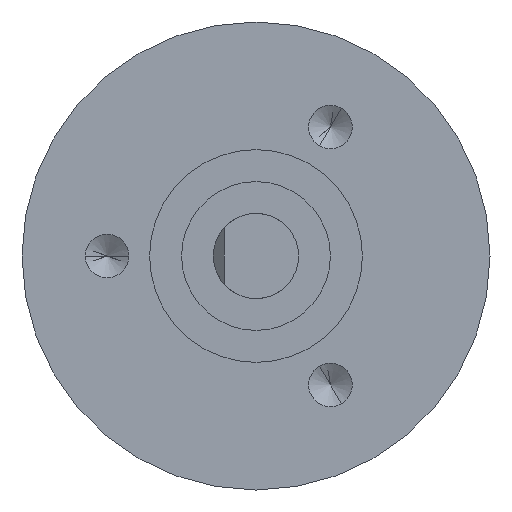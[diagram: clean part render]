
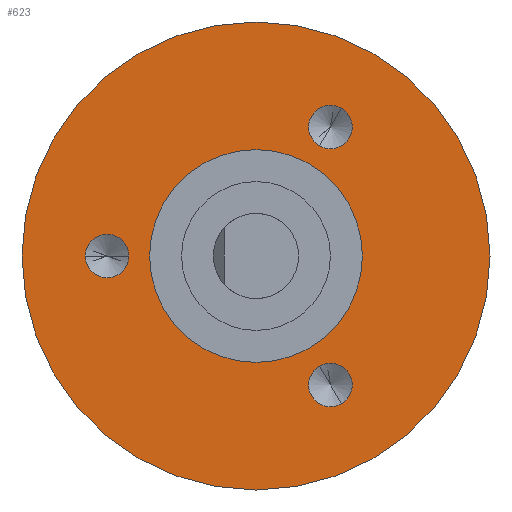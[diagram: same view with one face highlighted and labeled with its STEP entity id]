
A CAD part, left-side view. The second image highlights one B-rep face of the part: STEP entity #623.
In plain terms, the highlighted planar face has unit normal (-1, 0, 0).
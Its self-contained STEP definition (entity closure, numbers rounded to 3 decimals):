
#101=CARTESIAN_POINT('',(14.85,0.,0.));
#102=DIRECTION('',(1.,0.,0.));
#103=DIRECTION('',(0.,1.,0.));
#104=AXIS2_PLACEMENT_3D('',#101,#102,#103);
#109=CARTESIAN_POINT('',(14.85,0.,0.));
#110=DIRECTION('',(-1.,0.,0.));
#111=DIRECTION('',(0.,1.,0.));
#112=AXIS2_PLACEMENT_3D('',#109,#110,#111);
#117=CARTESIAN_POINT('',(14.85,7.,0.));
#118=DIRECTION('',(-1.,0.,0.));
#119=DIRECTION('',(0.,1.,0.));
#120=AXIS2_PLACEMENT_3D('',#117,#118,#119);
#125=CARTESIAN_POINT('',(14.85,7.,0.));
#126=DIRECTION('',(-1.,0.,0.));
#127=DIRECTION('',(0.,-1.,0.));
#128=AXIS2_PLACEMENT_3D('',#125,#126,#127);
#133=CARTESIAN_POINT('',(14.85,-3.5,-6.062));
#134=DIRECTION('',(-1.,0.,0.));
#135=DIRECTION('',(0.,-0.5,-0.866));
#136=AXIS2_PLACEMENT_3D('',#133,#134,#135);
#141=CARTESIAN_POINT('',(14.85,-3.5,-6.062));
#142=DIRECTION('',(-1.,0.,0.));
#143=DIRECTION('',(0.,0.5,0.866));
#144=AXIS2_PLACEMENT_3D('',#141,#142,#143);
#149=CARTESIAN_POINT('',(14.85,-3.5,6.062));
#150=DIRECTION('',(-1.,0.,0.));
#151=DIRECTION('',(0.,-0.5,0.866));
#152=AXIS2_PLACEMENT_3D('',#149,#150,#151);
#157=CARTESIAN_POINT('',(14.85,-3.5,6.062));
#158=DIRECTION('',(-1.,0.,0.));
#159=DIRECTION('',(0.,0.5,-0.866));
#160=AXIS2_PLACEMENT_3D('',#157,#158,#159);
#179=CARTESIAN_POINT('',(14.85,0.,0.));
#180=DIRECTION('',(-1.,0.,0.));
#181=DIRECTION('',(0.,1.,0.));
#182=AXIS2_PLACEMENT_3D('',#179,#180,#181);
#187=CARTESIAN_POINT('',(14.85,0.,0.));
#188=DIRECTION('',(1.,0.,0.));
#189=DIRECTION('',(0.,1.,0.));
#190=AXIS2_PLACEMENT_3D('',#187,#188,#189);
#481=CARTESIAN_POINT('',(14.85,5.,0.));
#483=VERTEX_POINT('',#481);
#489=CARTESIAN_POINT('',(14.85,-5.,0.));
#491=VERTEX_POINT('',#489);
#501=CARTESIAN_POINT('',(14.85,11.,0.));
#502=CARTESIAN_POINT('',(14.85,-11.,0.));
#503=VERTEX_POINT('',#501);
#504=VERTEX_POINT('',#502);
#522=CARTESIAN_POINT('',(14.85,8.025,0.));
#523=CARTESIAN_POINT('',(14.85,5.975,0.));
#524=VERTEX_POINT('',#522);
#525=VERTEX_POINT('',#523);
#532=CARTESIAN_POINT('',(14.85,-4.013,-6.95));
#533=CARTESIAN_POINT('',(14.85,-2.988,-5.175));
#534=VERTEX_POINT('',#532);
#535=VERTEX_POINT('',#533);
#542=CARTESIAN_POINT('',(14.85,-4.013,6.95));
#543=CARTESIAN_POINT('',(14.85,-2.988,5.175));
#544=VERTEX_POINT('',#542);
#545=VERTEX_POINT('',#543);
#590=CARTESIAN_POINT('',(14.85,0.,0.));
#591=DIRECTION('',(1.,0.,0.));
#592=DIRECTION('',(0.,-1.,0.));
#593=AXIS2_PLACEMENT_3D('',#590,#591,#592);
#594=PLANE('',#593);
#595=ORIENTED_EDGE('',*,*,#585,.T.);
#596=ORIENTED_EDGE('',*,*,#569,.F.);
#597=EDGE_LOOP('',(#595,#596));
#598=FACE_OUTER_BOUND('',#597,.F.);
#600=ORIENTED_EDGE('',*,*,#599,.T.);
#602=ORIENTED_EDGE('',*,*,#601,.F.);
#603=EDGE_LOOP('',(#600,#602));
#604=FACE_BOUND('',#603,.F.);
#606=ORIENTED_EDGE('',*,*,#605,.T.);
#608=ORIENTED_EDGE('',*,*,#607,.T.);
#609=EDGE_LOOP('',(#606,#608));
#610=FACE_BOUND('',#609,.F.);
#612=ORIENTED_EDGE('',*,*,#611,.T.);
#614=ORIENTED_EDGE('',*,*,#613,.T.);
#615=EDGE_LOOP('',(#612,#614));
#616=FACE_BOUND('',#615,.F.);
#618=ORIENTED_EDGE('',*,*,#617,.T.);
#620=ORIENTED_EDGE('',*,*,#619,.T.);
#621=EDGE_LOOP('',(#618,#620));
#622=FACE_BOUND('',#621,.F.);
#623=ADVANCED_FACE('',(#598,#604,#610,#616,#622),#594,.F.);
#105=CIRCLE('',#104,11.);
#113=CIRCLE('',#112,11.);
#121=CIRCLE('',#120,1.025);
#129=CIRCLE('',#128,1.025);
#137=CIRCLE('',#136,1.025);
#145=CIRCLE('',#144,1.025);
#153=CIRCLE('',#152,1.025);
#161=CIRCLE('',#160,1.025);
#183=CIRCLE('',#182,5.);
#191=CIRCLE('',#190,5.);
#569=EDGE_CURVE('',#503,#504,#113,.T.);
#585=EDGE_CURVE('',#503,#504,#105,.T.);
#599=EDGE_CURVE('',#483,#491,#183,.T.);
#601=EDGE_CURVE('',#483,#491,#191,.T.);
#605=EDGE_CURVE('',#524,#525,#121,.T.);
#607=EDGE_CURVE('',#525,#524,#129,.T.);
#611=EDGE_CURVE('',#534,#535,#137,.T.);
#613=EDGE_CURVE('',#535,#534,#145,.T.);
#617=EDGE_CURVE('',#544,#545,#153,.T.);
#619=EDGE_CURVE('',#545,#544,#161,.T.);
